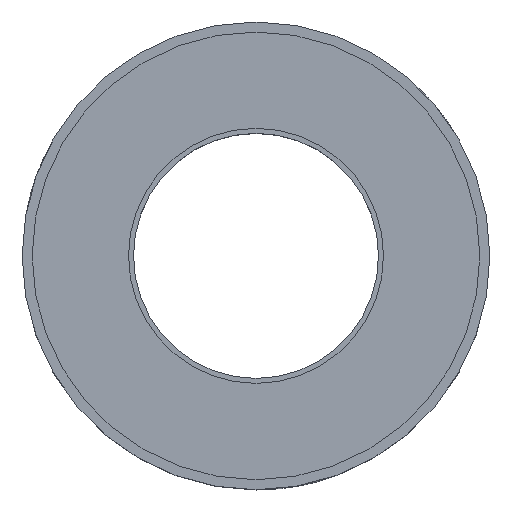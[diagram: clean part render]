
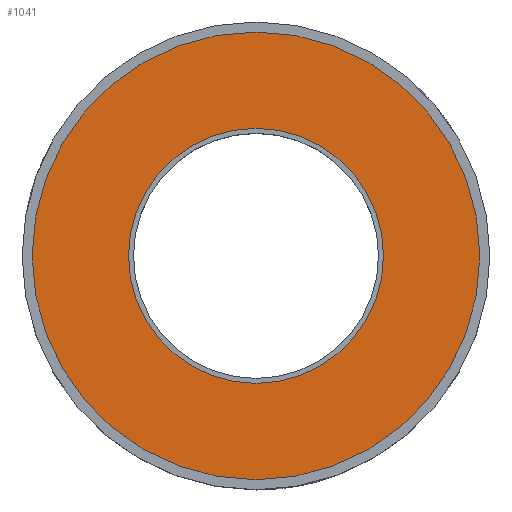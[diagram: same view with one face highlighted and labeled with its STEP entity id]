
A CAD part, top view. The second image highlights one B-rep face of the part: STEP entity #1041.
In plain terms, the highlighted planar face has unit normal (0, 0, 1).
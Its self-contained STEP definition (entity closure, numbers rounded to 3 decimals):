
#159=PLANE('',#1136);
#179=FACE_BOUND('',#351,.T.);
#261=FACE_OUTER_BOUND('',#350,.T.);
#350=EDGE_LOOP('',(#818));
#351=EDGE_LOOP('',(#819));
#447=CIRCLE('',#1137,20.1);
#448=CIRCLE('',#1138,11.45);
#531=VERTEX_POINT('',#1689);
#532=VERTEX_POINT('',#1691);
#642=EDGE_CURVE('',#531,#531,#447,.T.);
#643=EDGE_CURVE('',#532,#532,#448,.T.);
#818=ORIENTED_EDGE('',*,*,#642,.F.);
#819=ORIENTED_EDGE('',*,*,#643,.F.);
#1041=ADVANCED_FACE('',(#261,#179),#159,.F.);
#1136=AXIS2_PLACEMENT_3D('',#1688,#1354,#1355);
#1137=AXIS2_PLACEMENT_3D('',#1690,#1356,#1357);
#1138=AXIS2_PLACEMENT_3D('',#1692,#1358,#1359);
#1354=DIRECTION('center_axis',(0.,0.,
-1.));
#1355=DIRECTION('ref_axis',(-0.174,0.985,0.));
#1356=DIRECTION('center_axis',(0.,0.,
-1.));
#1357=DIRECTION('ref_axis',(-1.,0.,0.));
#1358=DIRECTION('center_axis',(0.,0.,
1.));
#1359=DIRECTION('ref_axis',(-1.,0.,0.));
#1688=CARTESIAN_POINT('Origin',(0.,0.,
12.37));
#1689=CARTESIAN_POINT('',(20.1,0.,12.37));
#1690=CARTESIAN_POINT('Origin',(0.,0.,12.37));
#1691=CARTESIAN_POINT('',(11.45,0.,12.37));
#1692=CARTESIAN_POINT('Origin',(0.,0.,12.37));
